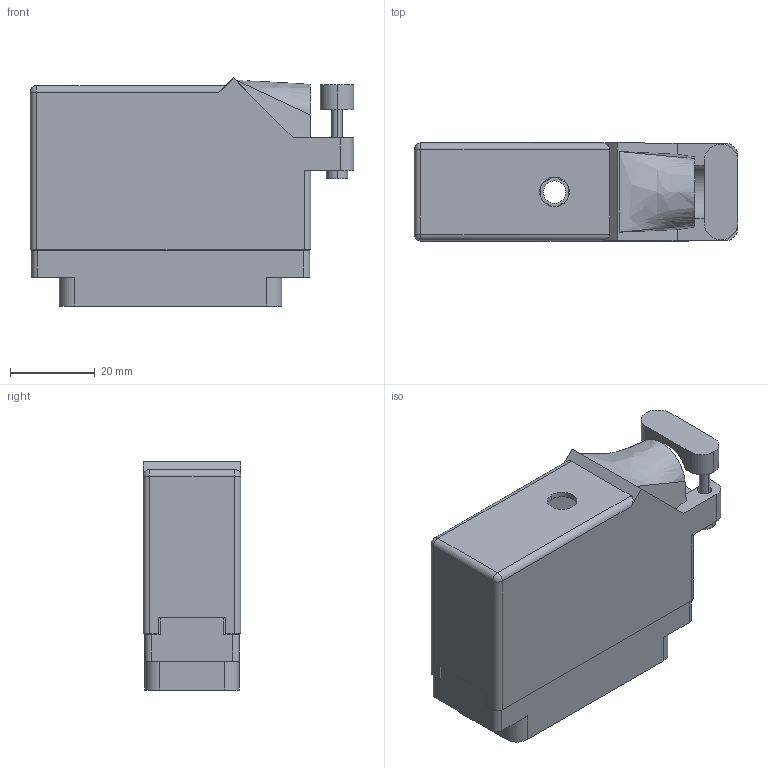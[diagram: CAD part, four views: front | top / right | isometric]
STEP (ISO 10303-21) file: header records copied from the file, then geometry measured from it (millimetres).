
FILE_DESCRIPTION (( 'STEP AP203' ), '1' );
FILE_NAME ('516-056-540-520.STEP', '2020-03-10T10:48:57', ( '' ), ( '' ), 'SwSTEP 2.0', 'SolidWorks 2016', '' );
FILE_SCHEMA (( 'CONFIG_CONTROL_DESIGN' ));
Length unit declared in the file: inch
Products named in the file (4): 516-230-001_Plastic - 056 Side Entry; 516 Plug Insulator_056; 516-056-540-520; 516-292-001_540 Contact
Assembly tree (58 placements, depth 2):
  516-056-540-520
    516 Plug Insulator_056
    516-292-001_540 Contact  x56
    516-230-001_Plastic - 056 Side Entry
Bounding box: 76.5 x 23.11 x 53.92 mm (x, y, z)
Volume: 26102.9 mm3; surface area: 43860.2 mm2
Topology: 58 solids, 58 shells, 5321 faces, 15432 edges, 10246 vertices
Faces by surface type: plane 3286, cylinder 1692, bspline 339, cone 2, sphere 2
Entity records: 47860 total; most frequent: CARTESIAN_POINT 8446, ORIENTED_EDGE 7980, DIRECTION 7737, EDGE_CURVE 3990, LINE 2993, VECTOR 2993, VERTEX_POINT 2656, AXIS2_PLACEMENT_3D 2372
